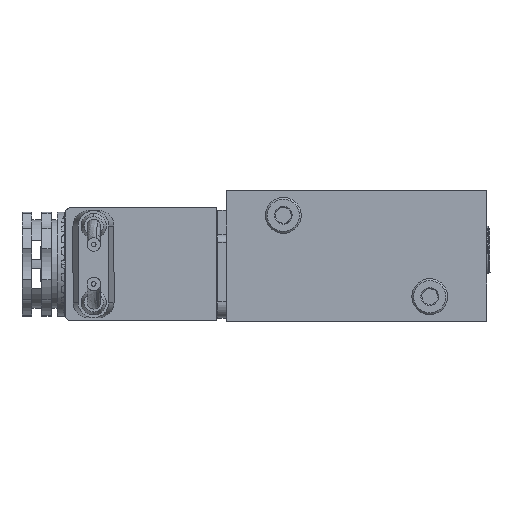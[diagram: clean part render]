
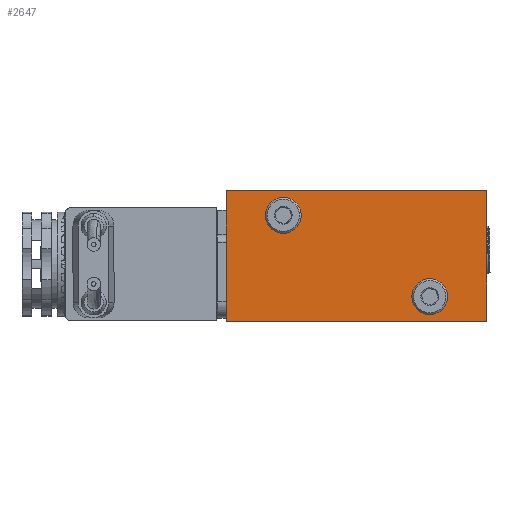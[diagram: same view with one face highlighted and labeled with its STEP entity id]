
A CAD part, left-side view. The second image highlights one B-rep face of the part: STEP entity #2647.
In plain terms, the highlighted planar face has unit normal (-1, 0, 0).
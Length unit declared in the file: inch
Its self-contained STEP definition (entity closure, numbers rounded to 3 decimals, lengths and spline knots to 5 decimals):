
#2124 = VERTEX_POINT ( 'NONE', #73415 ) ;
#2252 = DIRECTION ( 'NONE',  ( 0., -1., 0. ) ) ;
#2647 = ADVANCED_FACE ( 'NONE', ( #35615, #72758, #8348 ), #70582, .T. ) ;
#3595 = VERTEX_POINT ( 'NONE', #14610 ) ;
#4512 = CIRCLE ( 'NONE', #128360, 0.12402 ) ;
#5508 = CARTESIAN_POINT ( 'NONE',  ( -2.80737, 1.73139, 2.98372 ) ) ;
#5938 = DIRECTION ( 'NONE',  ( 0., 0., 1. ) ) ;
#6726 = VERTEX_POINT ( 'NONE', #22824 ) ;
#8112 = DIRECTION ( 'NONE',  ( 1., 0., 0. ) ) ;
#8348 = FACE_OUTER_BOUND ( 'NONE', #53763, .T. ) ;
#12830 = CARTESIAN_POINT ( 'NONE',  ( -2.80737, 1.73139, 2.85971 ) ) ;
#13750 = DIRECTION ( 'NONE',  ( 0., 0., 1. ) ) ;
#14610 = CARTESIAN_POINT ( 'NONE',  ( -2.80737, 0.6062, 2.23505 ) ) ;
#15953 = ORIENTED_EDGE ( 'NONE', *, *, #23633, .F. ) ;
#17035 = CARTESIAN_POINT ( 'NONE',  ( -2.80737, 0.16865, 2.1717 ) ) ;
#17687 = VECTOR ( 'NONE', #36861, 39.37008 ) ;
#18788 = EDGE_CURVE ( 'NONE', #2124, #124036, #102756, .T. ) ;
#20916 = AXIS2_PLACEMENT_3D ( 'NONE', #49478, #8112, #28784 ) ;
#21497 = ORIENTED_EDGE ( 'NONE', *, *, #54254, .T. ) ;
#22824 = CARTESIAN_POINT ( 'NONE',  ( -2.80737, 2.16895, 3.17109 ) ) ;
#23008 = LINE ( 'NONE', #74097, #129163 ) ;
#23028 = CARTESIAN_POINT ( 'NONE',  ( -2.80737, 0.16895, 3.1717 ) ) ;
#23633 = EDGE_CURVE ( 'NONE', #103460, #6726, #23008, .T. ) ;
#27391 = LINE ( 'NONE', #56705, #17687 ) ;
#28784 = DIRECTION ( 'NONE',  ( 0., 0., 1. ) ) ;
#30952 = CARTESIAN_POINT ( 'NONE',  ( -2.80737, 0.15664, 2.16509 ) ) ;
#35595 = CARTESIAN_POINT ( 'NONE',  ( -2.80737, 0.6062, 2.35906 ) ) ;
#35615 = FACE_BOUND ( 'NONE', #87826, .T. ) ;
#36861 = DIRECTION ( 'NONE',  ( 0., 1., 0. ) ) ;
#37522 = LINE ( 'NONE', #63862, #103571 ) ;
#38073 = VERTEX_POINT ( 'NONE', #23028 ) ;
#38388 = VERTEX_POINT ( 'NONE', #124056 ) ;
#38916 = DIRECTION ( 'NONE',  ( 0., 0., 1. ) ) ;
#39282 = ORIENTED_EDGE ( 'NONE', *, *, #132213, .T. ) ;
#40255 = LINE ( 'NONE', #17035, #43357 ) ;
#42086 = DIRECTION ( 'NONE',  ( -1., 0., 0. ) ) ;
#43357 = VECTOR ( 'NONE', #128572, 39.37008 ) ;
#45110 = DIRECTION ( 'NONE',  ( 1., 0., 0. ) ) ;
#48879 = CARTESIAN_POINT ( 'NONE',  ( -2.80737, 0.6062, 2.35906 ) ) ;
#49478 = CARTESIAN_POINT ( 'NONE',  ( -2.80737, 1.73139, 2.98372 ) ) ;
#49706 = ORIENTED_EDGE ( 'NONE', *, *, #68860, .T. ) ;
#51311 = CARTESIAN_POINT ( 'NONE',  ( -2.80737, 0.16865, 2.1717 ) ) ;
#53763 = EDGE_LOOP ( 'NONE', ( #106020, #15953, #69701, #21497 ) ) ;
#54254 = EDGE_CURVE ( 'NONE', #67912, #38073, #40255, .T. ) ;
#56705 = CARTESIAN_POINT ( 'NONE',  ( -2.80737, 1.16895, 3.17139 ) ) ;
#63162 = CARTESIAN_POINT ( 'NONE',  ( -2.80737, 2.16865, 2.17109 ) ) ;
#63717 = DIRECTION ( 'NONE',  ( 0., 0., 1. ) ) ;
#63862 = CARTESIAN_POINT ( 'NONE',  ( -2.80737, 2.16865, 2.17109 ) ) ;
#67912 = VERTEX_POINT ( 'NONE', #51311 ) ;
#68860 = EDGE_CURVE ( 'NONE', #3595, #38388, #114999, .T. ) ;
#69701 = ORIENTED_EDGE ( 'NONE', *, *, #86365, .T. ) ;
#70582 = PLANE ( 'NONE',  #100588 ) ;
#72758 = FACE_BOUND ( 'NONE', #103797, .T. ) ;
#73415 = CARTESIAN_POINT ( 'NONE',  ( -2.80737, 1.73139, 3.10774 ) ) ;
#74097 = CARTESIAN_POINT ( 'NONE',  ( -2.80737, 2.1688, 2.67109 ) ) ;
#75662 = ORIENTED_EDGE ( 'NONE', *, *, #18788, .T. ) ;
#76738 = EDGE_CURVE ( 'NONE', #124036, #2124, #4512, .T. ) ;
#78387 = DIRECTION ( 'NONE',  ( 1., 0., 0. ) ) ;
#86365 = EDGE_CURVE ( 'NONE', #103460, #67912, #37522, .T. ) ;
#87826 = EDGE_LOOP ( 'NONE', ( #75662, #128221 ) ) ;
#96881 = DIRECTION ( 'NONE',  ( 0., 0., 1. ) ) ;
#97131 = AXIS2_PLACEMENT_3D ( 'NONE', #35595, #45110, #96881 ) ;
#99524 = AXIS2_PLACEMENT_3D ( 'NONE', #48879, #100201, #38916 ) ;
#99544 = CIRCLE ( 'NONE', #97131, 0.12402 ) ;
#100201 = DIRECTION ( 'NONE',  ( 1., 0., 0. ) ) ;
#100588 = AXIS2_PLACEMENT_3D ( 'NONE', #30952, #42086, #63717 ) ;
#102756 = CIRCLE ( 'NONE', #20916, 0.12402 ) ;
#103460 = VERTEX_POINT ( 'NONE', #63162 ) ;
#103571 = VECTOR ( 'NONE', #2252, 39.37008 ) ;
#103797 = EDGE_LOOP ( 'NONE', ( #39282, #49706 ) ) ;
#106020 = ORIENTED_EDGE ( 'NONE', *, *, #108316, .T. ) ;
#108316 = EDGE_CURVE ( 'NONE', #38073, #6726, #27391, .T. ) ;
#114999 = CIRCLE ( 'NONE', #99524, 0.12402 ) ;
#124036 = VERTEX_POINT ( 'NONE', #12830 ) ;
#124056 = CARTESIAN_POINT ( 'NONE',  ( -2.80737, 0.6062, 2.48308 ) ) ;
#128221 = ORIENTED_EDGE ( 'NONE', *, *, #76738, .T. ) ;
#128360 = AXIS2_PLACEMENT_3D ( 'NONE', #5508, #78387, #5938 ) ;
#128572 = DIRECTION ( 'NONE',  ( 0., 0., 1. ) ) ;
#129163 = VECTOR ( 'NONE', #13750, 39.37008 ) ;
#132213 = EDGE_CURVE ( 'NONE', #38388, #3595, #99544, .T. ) ;
